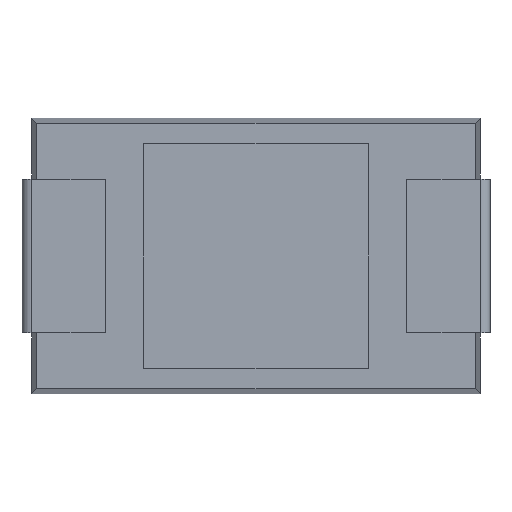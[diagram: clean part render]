
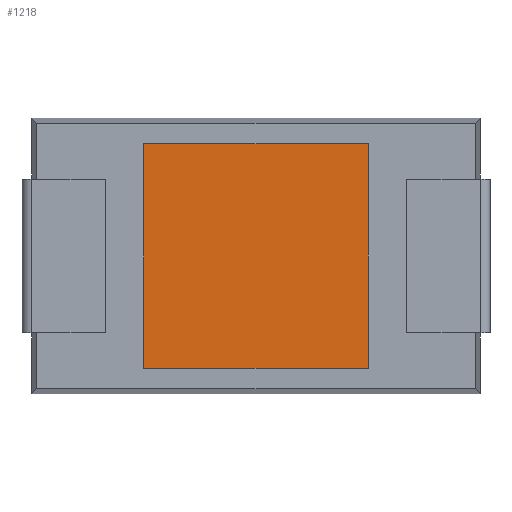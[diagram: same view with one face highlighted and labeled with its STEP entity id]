
A CAD part, front view. The second image highlights one B-rep face of the part: STEP entity #1218.
In plain terms, the highlighted planar face has unit normal (0, -1, 0).
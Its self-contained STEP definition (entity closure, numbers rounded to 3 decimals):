
#167 = EDGE_CURVE ( 'NONE', #1514, #584, #1283, .T. ) ;
#268 = ORIENTED_EDGE ( 'NONE', *, *, #1983, .F. ) ;
#289 = CARTESIAN_POINT ( 'NONE',  ( -1.75, 0., 1.75 ) ) ;
#376 = CARTESIAN_POINT ( 'NONE',  ( 1.75, 0., -1.75 ) ) ;
#389 = DIRECTION ( 'NONE',  ( 0., 0., 1. ) ) ;
#534 = CARTESIAN_POINT ( 'NONE',  ( -1.75, 0., -1.75 ) ) ;
#584 = VERTEX_POINT ( 'NONE', #534 ) ;
#587 = EDGE_LOOP ( 'NONE', ( #268, #2025, #1493, #1467 ) ) ;
#630 = DIRECTION ( 'NONE',  ( 0., 0., 1. ) ) ;
#675 = CARTESIAN_POINT ( 'NONE',  ( 1.75, 0., -1.75 ) ) ;
#793 = VECTOR ( 'NONE', #389, 1000. ) ;
#794 = PLANE ( 'NONE',  #1595 ) ;
#914 = CARTESIAN_POINT ( 'NONE',  ( -1.75, 0., 1.75 ) ) ;
#930 = CARTESIAN_POINT ( 'NONE',  ( 1.75, 0., 1.75 ) ) ;
#966 = FACE_OUTER_BOUND ( 'NONE', #587, .T. ) ;
#1218 = ADVANCED_FACE ( 'NONE', ( #966 ), #794, .F. ) ;
#1235 = CARTESIAN_POINT ( 'NONE',  ( 1.75, 0., 1.75 ) ) ;
#1253 = DIRECTION ( 'NONE',  ( -1., 0., 0. ) ) ;
#1283 = LINE ( 'NONE', #376, #2250 ) ;
#1357 = DIRECTION ( 'NONE',  ( 0., 0., -1. ) ) ;
#1467 = ORIENTED_EDGE ( 'NONE', *, *, #1750, .F. ) ;
#1493 = ORIENTED_EDGE ( 'NONE', *, *, #1875, .F. ) ;
#1506 = CARTESIAN_POINT ( 'NONE',  ( 0., 0., 0. ) ) ;
#1514 = VERTEX_POINT ( 'NONE', #675 ) ;
#1546 = LINE ( 'NONE', #2271, #1573 ) ;
#1557 = VERTEX_POINT ( 'NONE', #1235 ) ;
#1573 = VECTOR ( 'NONE', #1357, 1000. ) ;
#1585 = VECTOR ( 'NONE', #1642, 1000. ) ;
#1595 = AXIS2_PLACEMENT_3D ( 'NONE', #1506, #2212, #630 ) ;
#1642 = DIRECTION ( 'NONE',  ( 1., 0., 0. ) ) ;
#1750 = EDGE_CURVE ( 'NONE', #2209, #1557, #1868, .T. ) ;
#1799 = LINE ( 'NONE', #914, #793 ) ;
#1868 = LINE ( 'NONE', #930, #1585 ) ;
#1875 = EDGE_CURVE ( 'NONE', #1557, #1514, #1546, .T. ) ;
#1983 = EDGE_CURVE ( 'NONE', #584, #2209, #1799, .T. ) ;
#2025 = ORIENTED_EDGE ( 'NONE', *, *, #167, .F. ) ;
#2209 = VERTEX_POINT ( 'NONE', #289 ) ;
#2212 = DIRECTION ( 'NONE',  ( 0., 1., 0. ) ) ;
#2250 = VECTOR ( 'NONE', #1253, 1000. ) ;
#2271 = CARTESIAN_POINT ( 'NONE',  ( 1.75, 0., 1.75 ) ) ;
